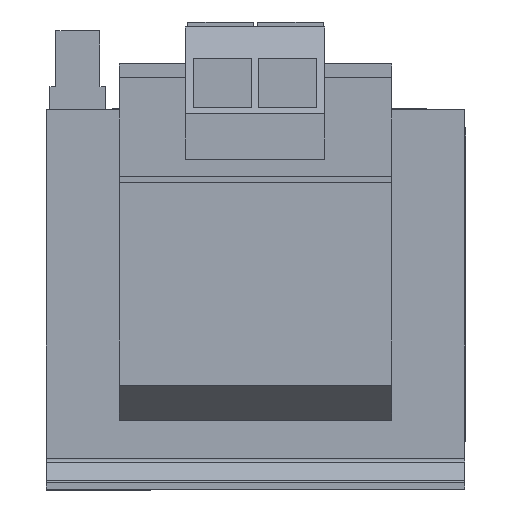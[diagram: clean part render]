
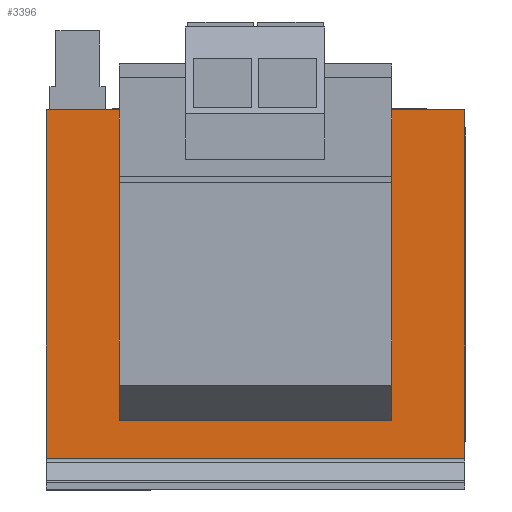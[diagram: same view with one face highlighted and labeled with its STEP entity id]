
A CAD part, top view. The second image highlights one B-rep face of the part: STEP entity #3396.
In plain terms, the highlighted planar face has unit normal (0, 0, 1).
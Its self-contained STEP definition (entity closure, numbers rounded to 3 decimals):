
#103 = ORIENTED_EDGE ( 'NONE', *, *, #3879, .T. ) ;
#124 = VECTOR ( 'NONE', #2855, 1000. ) ;
#157 = DIRECTION ( 'NONE',  ( 0., 1., 0. ) ) ;
#214 = VECTOR ( 'NONE', #1449, 1000. ) ;
#220 = EDGE_CURVE ( 'Defeature ausgef�hrt1_22+Defeature ausgef�hrt1_28+Defeature ausgef�hrt1_27+Defeature ausgef�hrt1_26', #964, #502, #556, .T. ) ;
#313 = VERTEX_POINT ( 'NONE', #725 ) ;
#502 = VERTEX_POINT ( 'NONE', #2511 ) ;
#556 = LINE ( 'NONE', #2025, #3974 ) ;
#723 = CARTESIAN_POINT ( 'NONE',  ( 0., 0., 10.5 ) ) ;
#725 = CARTESIAN_POINT ( 'NONE',  ( -19.55, 25., 10.5 ) ) ;
#727 = LINE ( 'NONE', #1422, #214 ) ;
#755 = EDGE_CURVE ( 'Defeature ausgef�hrt1_20+Defeature ausgef�hrt1_22+Defeature ausgef�hrt1_22+Defeature ausgef�hrt1_12', #1928, #4741, #3785, .T. ) ;
#915 = DIRECTION ( 'NONE',  ( -1., 0., 0. ) ) ;
#964 = VERTEX_POINT ( 'NONE', #1694 ) ;
#1253 = CARTESIAN_POINT ( 'NONE',  ( 19.55, -19.55, 10.5 ) ) ;
#1319 = CARTESIAN_POINT ( 'NONE',  ( 30., 0., 10.5 ) ) ;
#1422 = CARTESIAN_POINT ( 'NONE',  ( -30., 0., 10.5 ) ) ;
#1449 = DIRECTION ( 'NONE',  ( 0., -1., 0. ) ) ;
#1480 = ORIENTED_EDGE ( 'NONE', *, *, #220, .T. ) ;
#1694 = CARTESIAN_POINT ( 'NONE',  ( -30., -25., 10.5 ) ) ;
#1751 = CARTESIAN_POINT ( 'NONE',  ( -30., 25., 10.5 ) ) ;
#1779 = EDGE_CURVE ( 'Defeature ausgef�hrt1_24+Defeature ausgef�hrt1_22+Defeature ausgef�hrt1_27+Defeature ausgef�hrt1_12', #3772, #313, #3640, .T. ) ;
#1814 = AXIS2_PLACEMENT_3D ( 'NONE', #723, #2188, #3962 ) ;
#1818 = CARTESIAN_POINT ( 'NONE',  ( 0., 25., 10.5 ) ) ;
#1851 = ORIENTED_EDGE ( 'NONE', *, *, #2565, .T. ) ;
#1872 = CARTESIAN_POINT ( 'NONE',  ( 30., 25., 10.5 ) ) ;
#1928 = VERTEX_POINT ( 'NONE', #2640 ) ;
#2025 = CARTESIAN_POINT ( 'NONE',  ( 0., -25., 10.5 ) ) ;
#2088 = LINE ( 'NONE', #1319, #124 ) ;
#2152 = VECTOR ( 'NONE', #2618, 1000. ) ;
#2188 = DIRECTION ( 'NONE',  ( 0., 0., 1. ) ) ;
#2208 = CARTESIAN_POINT ( 'NONE',  ( -19.55, -14.55, 10.5 ) ) ;
#2511 = CARTESIAN_POINT ( 'NONE',  ( 30., -25., 10.5 ) ) ;
#2565 = EDGE_CURVE ( 'Defeature ausgef�hrt1_22+Defeature ausgef�hrt1_27+Defeature ausgef�hrt1_24+Defeature ausgef�hrt1_28', #3772, #964, #727, .T. ) ;
#2618 = DIRECTION ( 'NONE',  ( 1., 0., 0. ) ) ;
#2640 = CARTESIAN_POINT ( 'NONE',  ( 19.55, -19.55, 10.5 ) ) ;
#2743 = LINE ( 'NONE', #1253, #4737 ) ;
#2770 = EDGE_CURVE ( 'Defeature ausgef�hrt1_26+Defeature ausgef�hrt1_22+Defeature ausgef�hrt1_24+Defeature ausgef�hrt1_28', #2940, #502, #2088, .T. ) ;
#2791 = EDGE_LOOP ( 'NONE', ( #2808, #3936, #3546, #103, #3234, #1851, #1480, #4582 ) ) ;
#2808 = ORIENTED_EDGE ( 'NONE', *, *, #4453, .F. ) ;
#2855 = DIRECTION ( 'NONE',  ( 0., -1., 0. ) ) ;
#2940 = VERTEX_POINT ( 'NONE', #1872 ) ;
#2942 = CARTESIAN_POINT ( 'NONE',  ( 19.55, 25., 10.5 ) ) ;
#3021 = DIRECTION ( 'NONE',  ( 1., 0., 0. ) ) ;
#3217 = VECTOR ( 'NONE', #157, 1000. ) ;
#3234 = ORIENTED_EDGE ( 'NONE', *, *, #1779, .F. ) ;
#3244 = EDGE_CURVE ( 'Defeature ausgef�hrt1_22+Defeature ausgef�hrt1_11+Defeature ausgef�hrt1_20+Defeature ausgef�hrt1_21', #1928, #4657, #2743, .T. ) ;
#3264 = FACE_OUTER_BOUND ( 'NONE', #2791, .T. ) ;
#3335 = LINE ( 'NONE', #2208, #4579 ) ;
#3386 = DIRECTION ( 'NONE',  ( 0., 1., 0. ) ) ;
#3396 = ADVANCED_FACE ( 'Defeature ausgef�hrt1_22', ( #3264 ), #4011, .T. ) ;
#3441 = CARTESIAN_POINT ( 'NONE',  ( 0., 25., 10.5 ) ) ;
#3446 = CARTESIAN_POINT ( 'NONE',  ( 19.55, -14.55, 10.5 ) ) ;
#3483 = DIRECTION ( 'NONE',  ( 1., 0., 0. ) ) ;
#3504 = VECTOR ( 'NONE', #3021, 1000. ) ;
#3546 = ORIENTED_EDGE ( 'NONE', *, *, #3244, .T. ) ;
#3640 = LINE ( 'NONE', #1818, #2152 ) ;
#3772 = VERTEX_POINT ( 'NONE', #1751 ) ;
#3785 = LINE ( 'NONE', #3446, #3217 ) ;
#3879 = EDGE_CURVE ( 'Defeature ausgef�hrt1_22+Defeature ausgef�hrt1_21+Defeature ausgef�hrt1_21+Defeature ausgef�hrt1_24', #4657, #313, #3335, .T. ) ;
#3936 = ORIENTED_EDGE ( 'NONE', *, *, #755, .F. ) ;
#3962 = DIRECTION ( 'NONE',  ( 1., 0., 0. ) ) ;
#3974 = VECTOR ( 'NONE', #3483, 1000. ) ;
#4011 = PLANE ( 'NONE',  #1814 ) ;
#4043 = CARTESIAN_POINT ( 'NONE',  ( -19.55, -19.55, 10.5 ) ) ;
#4453 = EDGE_CURVE ( 'Defeature ausgef�hrt1_24+Defeature ausgef�hrt1_22+Defeature ausgef�hrt1_12+Defeature ausgef�hrt1_26', #4741, #2940, #4533, .T. ) ;
#4533 = LINE ( 'NONE', #3441, #3504 ) ;
#4579 = VECTOR ( 'NONE', #3386, 1000. ) ;
#4582 = ORIENTED_EDGE ( 'NONE', *, *, #2770, .F. ) ;
#4657 = VERTEX_POINT ( 'NONE', #4043 ) ;
#4737 = VECTOR ( 'NONE', #915, 1000. ) ;
#4741 = VERTEX_POINT ( 'NONE', #2942 ) ;
